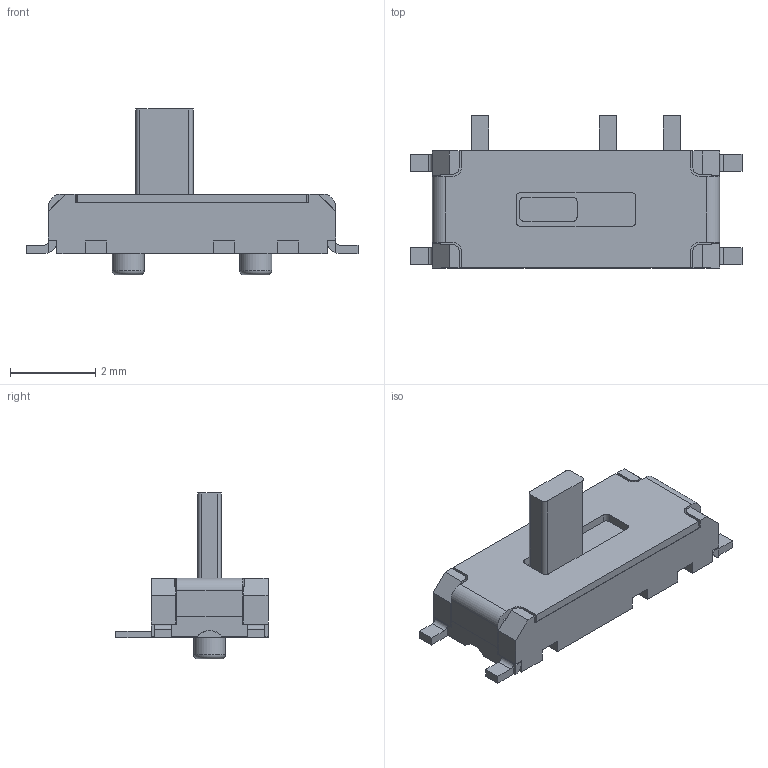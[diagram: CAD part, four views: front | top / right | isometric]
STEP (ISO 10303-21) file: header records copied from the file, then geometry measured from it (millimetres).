
FILE_DESCRIPTION(/* description */ ('STEP AP242','CAx-IF Rec.Pracs.---Representation and Presentation of Product Manufacturing Information (PMI)---4.0---2014-10-13','CAx-IF Rec.Pracs.---3D Tessellated Geometry---0.4---2014-09-14','2;1'),/* implementation_level */ '2;1');
FILE_NAME(/* name */ '67eff4ca7db898493d3cd6b0',/* time_stamp */ '2025-04-04T15:03:39Z',/* author */ (''),/* organization */ (''),/* preprocessor_version */ 'ST-DEVELOPER v20',/* originating_system */ 'ONSHAPE BY PTC INC, 1.195',/* authorisation */ ' ');
FILE_SCHEMA (('AP242_MANAGED_MODEL_BASED_3D_ENGINEERING_MIM_LF { 1 0 10303 442 1 1 4 }'));
Length unit declared in the file: metre
Products named in the file (5): SW-SMD_SS-3292S-L2-B
Bounding box: 7.8 x 3.58 x 3.9 mm (x, y, z)
Volume: 27.1 mm3; surface area: 125.6 mm2
Topology: 5 solids, 5 shells, 168 faces, 464 edges, 306 vertices
Faces by surface type: plane 136, cylinder 30, torus 2
Full cylindrical faces by diameter (mm): 0.75 x2
Entity records: 5960 total; most frequent: CARTESIAN_POINT 947, ORIENTED_EDGE 920, DIRECTION 872, EDGE_CURVE 460, LINE 390, VECTOR 390, VERTEX_POINT 306, AXIS2_PLACEMENT_3D 241
